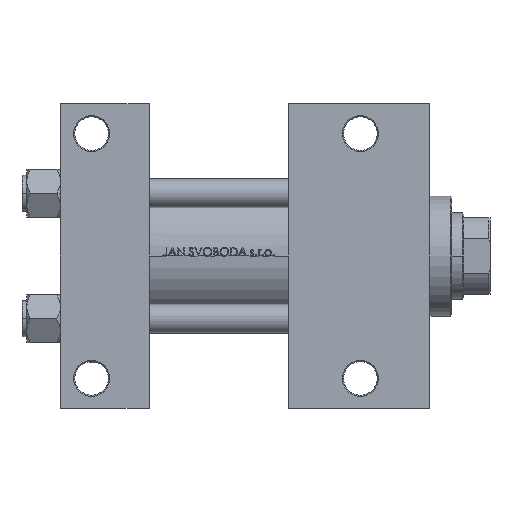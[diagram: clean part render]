
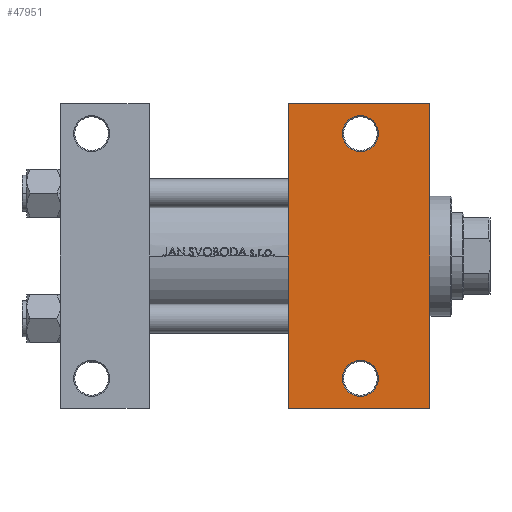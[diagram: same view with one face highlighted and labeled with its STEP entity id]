
A CAD part, front view. The second image highlights one B-rep face of the part: STEP entity #47951.
In plain terms, the highlighted face is planar.
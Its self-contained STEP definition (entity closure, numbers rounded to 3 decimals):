
#878 = CARTESIAN_POINT ( 'NONE',  ( 154., 37.5, -37.5 ) ) ;
#1173 = CARTESIAN_POINT ( 'NONE',  ( 95., 63.5, -37.5 ) ) ;
#1282 = EDGE_CURVE ( 'NONE', #7621, #2070, #28193, .T. ) ;
#1884 = CARTESIAN_POINT ( 'NONE',  ( 154., 63.5, -37.5 ) ) ;
#1923 = LINE ( 'NONE', #1173, #38544 ) ;
#2070 = VERTEX_POINT ( 'NONE', #27213 ) ;
#2559 = CARTESIAN_POINT ( 'NONE',  ( 132.5, -51., -37.5 ) ) ;
#3020 = DIRECTION ( 'NONE',  ( -1., 0., 0. ) ) ;
#3810 = ORIENTED_EDGE ( 'NONE', *, *, #30599, .T. ) ;
#3838 = DIRECTION ( 'NONE',  ( -1., 0., 0. ) ) ;
#4001 = CARTESIAN_POINT ( 'NONE',  ( 125., 51., -37.5 ) ) ;
#4125 = DIRECTION ( 'NONE',  ( 0., 0., 1. ) ) ;
#5451 = AXIS2_PLACEMENT_3D ( 'NONE', #7449, #49097, #25529 ) ;
#6446 = VECTOR ( 'NONE', #3838, 1000. ) ;
#7449 = CARTESIAN_POINT ( 'NONE',  ( 125., -51., -37.5 ) ) ;
#7621 = VERTEX_POINT ( 'NONE', #27272 ) ;
#8657 = CIRCLE ( 'NONE', #5451, 7.5 ) ;
#9163 = EDGE_LOOP ( 'NONE', ( #33790, #16208 ) ) ;
#9270 = CARTESIAN_POINT ( 'NONE',  ( 117.5, -51., -37.5 ) ) ;
#10099 = ORIENTED_EDGE ( 'NONE', *, *, #27472, .T. ) ;
#10159 = CIRCLE ( 'NONE', #17347, 7.5 ) ;
#10708 = DIRECTION ( 'NONE',  ( 0., 0., 1. ) ) ;
#11911 = DIRECTION ( 'NONE',  ( -1., 0., 0. ) ) ;
#12369 = VERTEX_POINT ( 'NONE', #41959 ) ;
#14481 = CIRCLE ( 'NONE', #42522, 7.5 ) ;
#15191 = CARTESIAN_POINT ( 'NONE',  ( 154., -63.5, -37.5 ) ) ;
#16120 = CARTESIAN_POINT ( 'NONE',  ( 95., 37.5, -37.5 ) ) ;
#16166 = DIRECTION ( 'NONE',  ( -1., 0., 0. ) ) ;
#16208 = ORIENTED_EDGE ( 'NONE', *, *, #21882, .T. ) ;
#17347 = AXIS2_PLACEMENT_3D ( 'NONE', #4001, #30622, #3020 ) ;
#18019 = ORIENTED_EDGE ( 'NONE', *, *, #32177, .T. ) ;
#18217 = CARTESIAN_POINT ( 'NONE',  ( 125., 51., -37.5 ) ) ;
#18844 = ORIENTED_EDGE ( 'NONE', *, *, #42235, .T. ) ;
#19069 = EDGE_CURVE ( 'NONE', #29975, #12369, #10159, .T. ) ;
#19751 = VECTOR ( 'NONE', #20378, 1000. ) ;
#19936 = FACE_BOUND ( 'NONE', #31748, .T. ) ;
#20022 = VERTEX_POINT ( 'NONE', #9270 ) ;
#20378 = DIRECTION ( 'NONE',  ( 0., -1., 0. ) ) ;
#21882 = EDGE_CURVE ( 'NONE', #40487, #20022, #8657, .T. ) ;
#24715 = FACE_OUTER_BOUND ( 'NONE', #37562, .T. ) ;
#25529 = DIRECTION ( 'NONE',  ( -1., 0., 0. ) ) ;
#27213 = CARTESIAN_POINT ( 'NONE',  ( 95., -63.5, -37.5 ) ) ;
#27272 = CARTESIAN_POINT ( 'NONE',  ( 95., 63.5, -37.5 ) ) ;
#27472 = EDGE_CURVE ( 'NONE', #27986, #2070, #38203, .T. ) ;
#27986 = VERTEX_POINT ( 'NONE', #15191 ) ;
#28193 = LINE ( 'NONE', #16120, #19751 ) ;
#28617 = ORIENTED_EDGE ( 'NONE', *, *, #1282, .F. ) ;
#29975 = VERTEX_POINT ( 'NONE', #47141 ) ;
#30599 = EDGE_CURVE ( 'NONE', #35127, #27986, #44235, .T. ) ;
#30622 = DIRECTION ( 'NONE',  ( 0., 0., 1. ) ) ;
#30826 = CIRCLE ( 'NONE', #37226, 7.5 ) ;
#31748 = EDGE_LOOP ( 'NONE', ( #46622, #18844 ) ) ;
#32177 = EDGE_CURVE ( 'NONE', #7621, #35127, #1923, .T. ) ;
#32792 = EDGE_CURVE ( 'NONE', #20022, #40487, #14481, .T. ) ;
#33051 = DIRECTION ( 'NONE',  ( -1., 0., 0. ) ) ;
#33790 = ORIENTED_EDGE ( 'NONE', *, *, #32792, .T. ) ;
#35127 = VERTEX_POINT ( 'NONE', #1884 ) ;
#37226 = AXIS2_PLACEMENT_3D ( 'NONE', #18217, #10708, #33051 ) ;
#37227 = DIRECTION ( 'NONE',  ( 1., 0., 0. ) ) ;
#37562 = EDGE_LOOP ( 'NONE', ( #28617, #18019, #3810, #10099 ) ) ;
#38203 = LINE ( 'NONE', #45228, #6446 ) ;
#38544 = VECTOR ( 'NONE', #37227, 1000. ) ;
#39979 = DIRECTION ( 'NONE',  ( 0., -1., 0. ) ) ;
#39997 = PLANE ( 'NONE',  #49210 ) ;
#40487 = VERTEX_POINT ( 'NONE', #2559 ) ;
#41959 = CARTESIAN_POINT ( 'NONE',  ( 132.5, 51., -37.5 ) ) ;
#42235 = EDGE_CURVE ( 'NONE', #12369, #29975, #30826, .T. ) ;
#42258 = CARTESIAN_POINT ( 'NONE',  ( 125., -51., -37.5 ) ) ;
#42522 = AXIS2_PLACEMENT_3D ( 'NONE', #42258, #4125, #11911 ) ;
#43771 = FACE_BOUND ( 'NONE', #9163, .T. ) ;
#44175 = VECTOR ( 'NONE', #39979, 1000. ) ;
#44235 = LINE ( 'NONE', #44728, #44175 ) ;
#44728 = CARTESIAN_POINT ( 'NONE',  ( 154., 37.5, -37.5 ) ) ;
#45228 = CARTESIAN_POINT ( 'NONE',  ( 95., -63.5, -37.5 ) ) ;
#46538 = DIRECTION ( 'NONE',  ( 0., 0., -1. ) ) ;
#46622 = ORIENTED_EDGE ( 'NONE', *, *, #19069, .T. ) ;
#47141 = CARTESIAN_POINT ( 'NONE',  ( 117.5, 51., -37.5 ) ) ;
#47951 = ADVANCED_FACE ( 'NONE', ( #19936, #43771, #24715 ), #39997, .T. ) ;
#49097 = DIRECTION ( 'NONE',  ( 0., 0., 1. ) ) ;
#49210 = AXIS2_PLACEMENT_3D ( 'NONE', #878, #46538, #16166 ) ;
